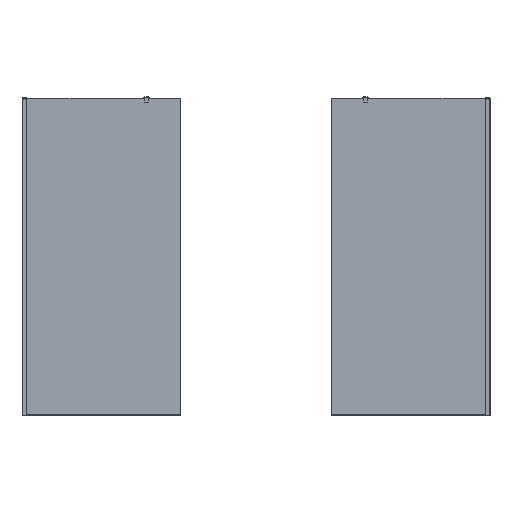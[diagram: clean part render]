
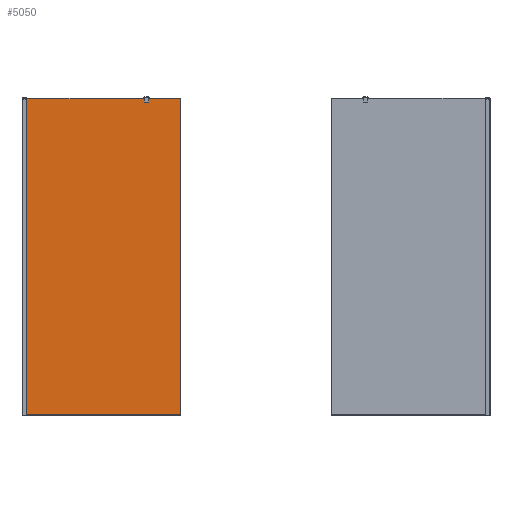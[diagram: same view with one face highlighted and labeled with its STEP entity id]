
A CAD part, top view. The second image highlights one B-rep face of the part: STEP entity #5050.
In plain terms, the highlighted planar face has unit normal (0, 0, 1).
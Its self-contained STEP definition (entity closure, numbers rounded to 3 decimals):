
#1698 = CARTESIAN_POINT ( 'NONE',  ( 994., 1997., 10. ) ) ;
#1726 = DIRECTION ( 'NONE',  ( 0., 1., 0. ) ) ;
#1734 = CARTESIAN_POINT ( 'NONE',  ( 1., 1997., 10. ) ) ;
#1755 = DIRECTION ( 'NONE',  ( 0., -1., 0. ) ) ;
#2454 = CARTESIAN_POINT ( 'NONE',  ( 994., 1996., 10. ) ) ;
#2486 = CARTESIAN_POINT ( 'NONE',  ( 1., 1996., 10. ) ) ;
#2496 = CARTESIAN_POINT ( 'NONE',  ( 1., 1., 10. ) ) ;
#2510 = CARTESIAN_POINT ( 'NONE',  ( 994., 1., 10. ) ) ;
#4524 = AXIS2_PLACEMENT_3D ( 'NONE', #22594, #22552, #22511 ) ;
#5050 = ADVANCED_FACE ( 'NONE', ( #35579 ), #22573, .F. ) ;
#8384 = EDGE_CURVE ( 'NONE', #30812, #30828, #27797, .T. ) ;
#10261 = EDGE_LOOP ( 'NONE', ( #19694, #19683, #19655, #19750 ) ) ;
#14091 = CARTESIAN_POINT ( 'NONE',  ( 0., 1996., 10. ) ) ;
#14111 = DIRECTION ( 'NONE',  ( -1., 0., 0. ) ) ;
#16492 = EDGE_CURVE ( 'NONE', #30836, #30798, #38383, .T. ) ;
#19655 = ORIENTED_EDGE ( 'NONE', *, *, #37964, .T. ) ;
#19683 = ORIENTED_EDGE ( 'NONE', *, *, #8384, .T. ) ;
#19694 = ORIENTED_EDGE ( 'NONE', *, *, #35238, .T. ) ;
#19750 = ORIENTED_EDGE ( 'NONE', *, *, #16492, .T. ) ;
#22511 = DIRECTION ( 'NONE',  ( -1., 0., 0. ) ) ;
#22552 = DIRECTION ( 'NONE',  ( 0., 0., -1. ) ) ;
#22573 = PLANE ( 'NONE',  #4524 ) ;
#22594 = CARTESIAN_POINT ( 'NONE',  ( 0., 1997., 10. ) ) ;
#27797 = LINE ( 'NONE', #14091, #27874 ) ;
#27874 = VECTOR ( 'NONE', #14111, 1000. ) ;
#30798 = VERTEX_POINT ( 'NONE', #2510 ) ;
#30812 = VERTEX_POINT ( 'NONE', #2454 ) ;
#30828 = VERTEX_POINT ( 'NONE', #2486 ) ;
#30836 = VERTEX_POINT ( 'NONE', #2496 ) ;
#32810 = CARTESIAN_POINT ( 'NONE',  ( 0., 1., 10. ) ) ;
#32890 = DIRECTION ( 'NONE',  ( 1., 0., 0. ) ) ;
#35238 = EDGE_CURVE ( 'NONE', #30798, #30812, #38818, .T. ) ;
#35579 = FACE_OUTER_BOUND ( 'NONE', #10261, .T. ) ;
#37964 = EDGE_CURVE ( 'NONE', #30828, #30836, #38805, .T. ) ;
#38383 = LINE ( 'NONE', #32810, #38384 ) ;
#38384 = VECTOR ( 'NONE', #32890, 1000. ) ;
#38805 = LINE ( 'NONE', #1734, #38828 ) ;
#38818 = LINE ( 'NONE', #1698, #38827 ) ;
#38827 = VECTOR ( 'NONE', #1726, 1000. ) ;
#38828 = VECTOR ( 'NONE', #1755, 1000. ) ;
